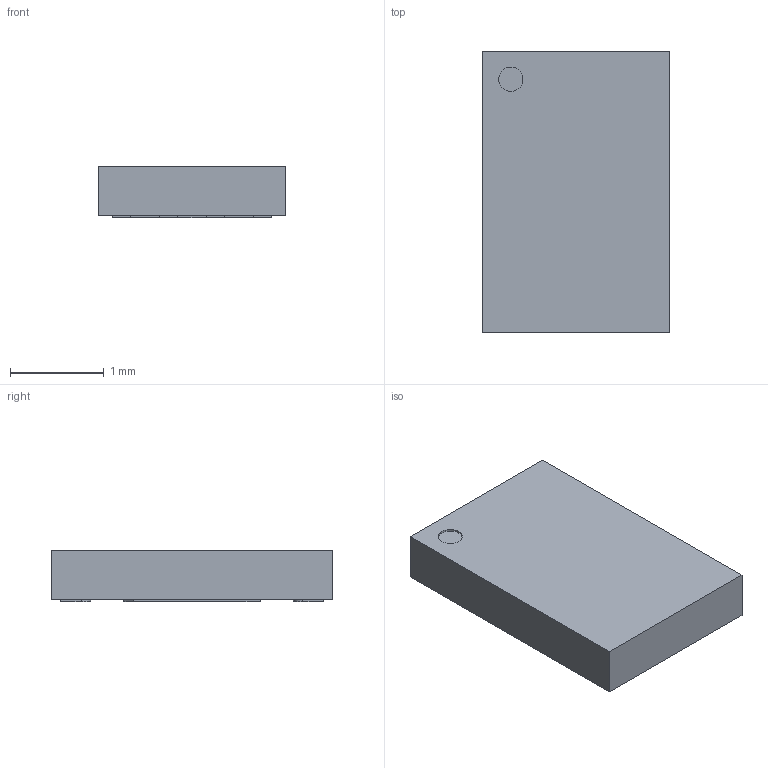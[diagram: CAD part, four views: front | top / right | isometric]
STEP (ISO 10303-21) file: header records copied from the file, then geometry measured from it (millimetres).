
FILE_DESCRIPTION(/* description */ (''),/* implementation_level */ '2;1');
FILE_NAME(/* name */ 'QFN 2x3x0.55 8L.stp',/* time_stamp */ '2019-11-28T11:07:16+01:00',/* author */ ('pierangelo magni'),/* organization */ (''),/* preprocessor_version */ 'ST-DEVELOPER v16.13',/* originating_system */ 'Autodesk Inventor 2018',/* authorisation */ '');
FILE_SCHEMA (('AUTOMOTIVE_DESIGN { 1 0 10303 214 3 1 1 }'));
Length unit declared in the file: inch
Products named in the file (1): QFN 2x3x0.55 8L
Bounding box: 2 x 3 x 0.55 mm (x, y, z)
Volume: 3.2 mm3; surface area: 17.6 mm2
Topology: 1 solids, 1 shells, 54 faces, 126 edges, 84 vertices
Faces by surface type: plane 45, cylinder 9
Full cylindrical faces by diameter (mm): 0.258 x1
Entity records: 1579 total; most frequent: CARTESIAN_POINT 264, DIRECTION 253, ORIENTED_EDGE 250, EDGE_CURVE 125, LINE 107, VECTOR 107, VERTEX_POINT 84, AXIS2_PLACEMENT_3D 73
